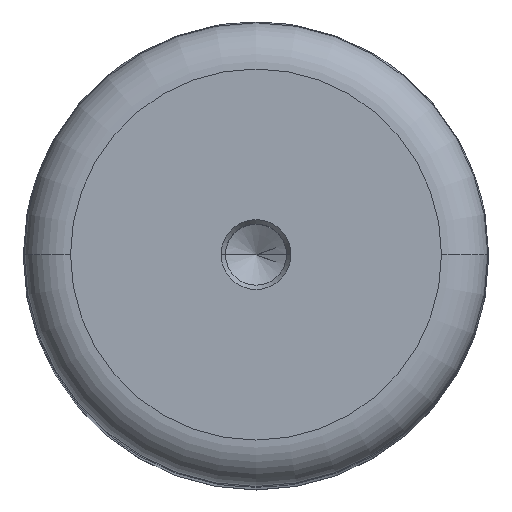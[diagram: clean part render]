
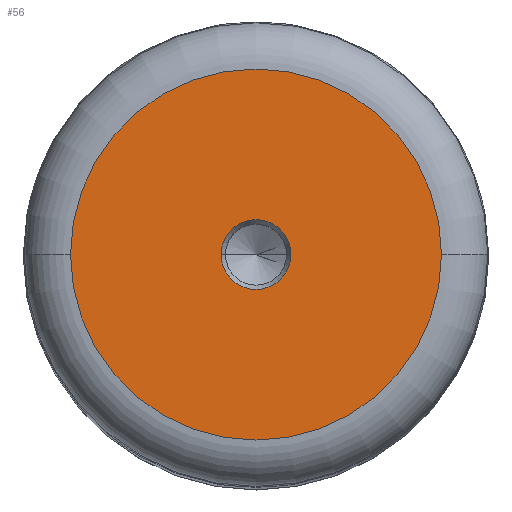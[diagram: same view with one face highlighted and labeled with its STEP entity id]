
A CAD part, top view. The second image highlights one B-rep face of the part: STEP entity #56.
In plain terms, the highlighted planar face has unit normal (0, 0, 1).
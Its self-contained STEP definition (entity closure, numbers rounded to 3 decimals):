
#6 = ORIENTED_EDGE ( 'NONE', *, *, #172, .T. ) ;
#22 = DIRECTION ( 'NONE',  ( 1., 0., 0. ) ) ;
#23 = DIRECTION ( 'NONE',  ( 0., 0., 1. ) ) ;
#56 = ADVANCED_FACE ( 'NONE', ( #162, #747 ), #508, .T. ) ;
#59 = CIRCLE ( 'NONE', #745, 6. ) ;
#83 = CARTESIAN_POINT ( 'NONE',  ( 0., 0., 280. ) ) ;
#109 = CARTESIAN_POINT ( 'NONE',  ( 31.897, 0., 280. ) ) ;
#139 = EDGE_LOOP ( 'NONE', ( #598, #535 ) ) ;
#148 = VERTEX_POINT ( 'NONE', #631 ) ;
#162 = FACE_BOUND ( 'NONE', #139, .T. ) ;
#172 = EDGE_CURVE ( 'NONE', #148, #299, #605, .T. ) ;
#200 = CIRCLE ( 'NONE', #590, 31.897 ) ;
#244 = DIRECTION ( 'NONE',  ( 1., 0., 0. ) ) ;
#252 = CARTESIAN_POINT ( 'NONE',  ( 6., 0., 280. ) ) ;
#274 = AXIS2_PLACEMENT_3D ( 'NONE', #563, #394, #623 ) ;
#299 = VERTEX_POINT ( 'NONE', #109 ) ;
#314 = DIRECTION ( 'NONE',  ( 0., 0., 1. ) ) ;
#318 = CARTESIAN_POINT ( 'NONE',  ( -6., 0., 280. ) ) ;
#360 = EDGE_CURVE ( 'NONE', #390, #481, #59, .T. ) ;
#383 = AXIS2_PLACEMENT_3D ( 'NONE', #454, #568, #571 ) ;
#384 = EDGE_CURVE ( 'NONE', #481, #390, #669, .T. ) ;
#390 = VERTEX_POINT ( 'NONE', #252 ) ;
#394 = DIRECTION ( 'NONE',  ( 0., 0., 1. ) ) ;
#454 = CARTESIAN_POINT ( 'NONE',  ( 0., 0., 280. ) ) ;
#481 = VERTEX_POINT ( 'NONE', #318 ) ;
#508 = PLANE ( 'NONE',  #383 ) ;
#518 = EDGE_CURVE ( 'NONE', #299, #148, #200, .T. ) ;
#533 = CARTESIAN_POINT ( 'NONE',  ( 0., 0., 280. ) ) ;
#535 = ORIENTED_EDGE ( 'NONE', *, *, #384, .F. ) ;
#563 = CARTESIAN_POINT ( 'NONE',  ( 0., 0., 280. ) ) ;
#568 = DIRECTION ( 'NONE',  ( 0., 0., 1. ) ) ;
#571 = DIRECTION ( 'NONE',  ( 1., 0., 0. ) ) ;
#587 = DIRECTION ( 'NONE',  ( 0., 0., 1. ) ) ;
#590 = AXIS2_PLACEMENT_3D ( 'NONE', #597, #587, #244 ) ;
#597 = CARTESIAN_POINT ( 'NONE',  ( 0., 0., 280. ) ) ;
#598 = ORIENTED_EDGE ( 'NONE', *, *, #360, .F. ) ;
#605 = CIRCLE ( 'NONE', #274, 31.897 ) ;
#609 = ORIENTED_EDGE ( 'NONE', *, *, #518, .T. ) ;
#611 = DIRECTION ( 'NONE',  ( 1., 0., 0. ) ) ;
#623 = DIRECTION ( 'NONE',  ( 1., 0., 0. ) ) ;
#631 = CARTESIAN_POINT ( 'NONE',  ( -31.897, 0., 280. ) ) ;
#669 = CIRCLE ( 'NONE', #706, 6. ) ;
#706 = AXIS2_PLACEMENT_3D ( 'NONE', #83, #314, #611 ) ;
#722 = EDGE_LOOP ( 'NONE', ( #609, #6 ) ) ;
#745 = AXIS2_PLACEMENT_3D ( 'NONE', #533, #23, #22 ) ;
#747 = FACE_OUTER_BOUND ( 'NONE', #722, .T. ) ;
